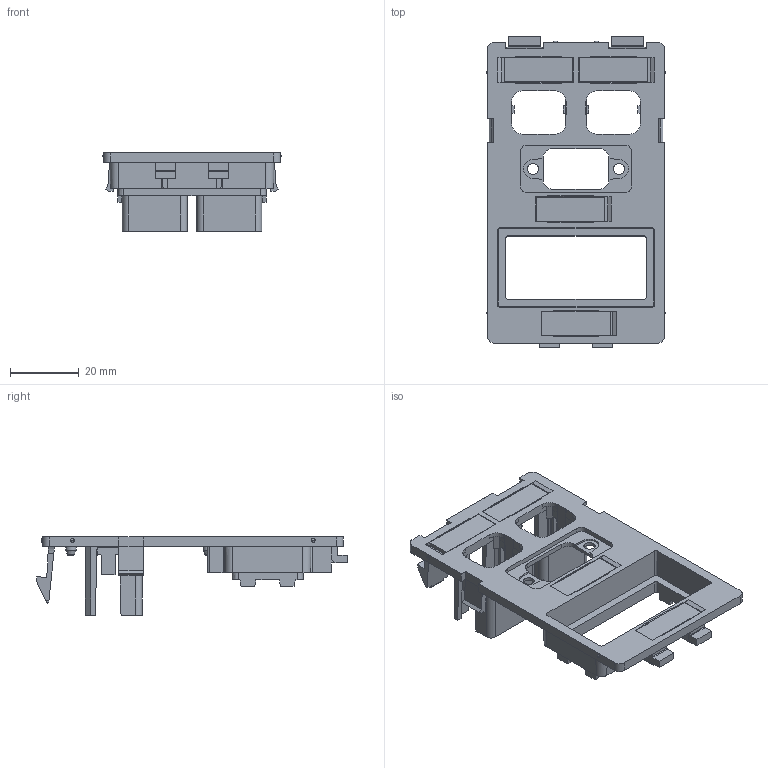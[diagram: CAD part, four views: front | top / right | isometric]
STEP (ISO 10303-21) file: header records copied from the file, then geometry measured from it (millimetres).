
FILE_DESCRIPTION(('CATIA V5 STEP Exchange','CAx-IF Rec.Pracs.--- Model Styling and Organization---1.4--- 2014-01-23'),'2;1');
FILE_NAME ('013602-2_2', '2019-10-11T14:39:54+00:00', ('none'), ('Weidmueller'), 'CATIA Version 5-6 Release 2016 SP3 HF44', 'CATIA V5 STEP AP214', 'none');
FILE_SCHEMA(('AUTOMOTIVE_DESIGN { 1 0 10303 214 1 1 1 1 }'));
Length unit declared in the file: millimetre
Products named in the file (1): 1450690000
Bounding box: 51.9 x 90.5 x 22.8 mm (x, y, z)
Volume: 12916.8 mm3; surface area: 17972.7 mm2
Topology: 5 solids, 5 shells, 738 faces, 2048 edges, 1345 vertices
Faces by surface type: plane 526, cylinder 124, torus 30, cone 22, bspline 22, sphere 12, extrusion 2
Entity records: 23225 total; most frequent: CARTESIAN_POINT 5721, ORIENTED_EDGE 4072, DIRECTION 2814, EDGE_CURVE 2036, VECTOR 1540, LINE 1538, VERTEX_POINT 1345, EDGE_LOOP 787
